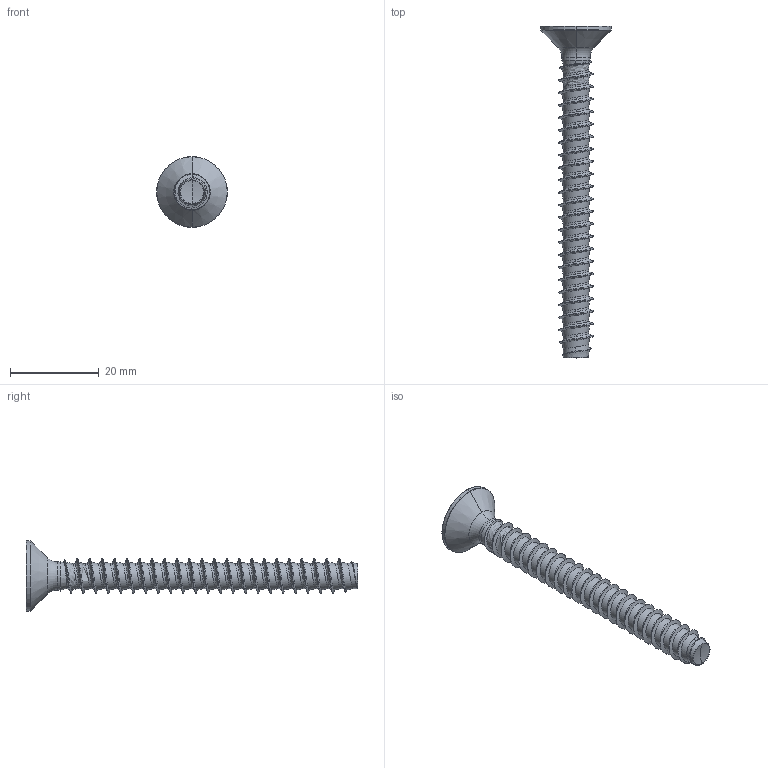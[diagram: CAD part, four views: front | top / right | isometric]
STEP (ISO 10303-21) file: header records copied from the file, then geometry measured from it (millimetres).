
FILE_DESCRIPTION (( 'STEP AP203' ), '1' );
FILE_NAME ('STP410800750.STEP', '2017-08-16T14:27:25', ( '' ), ( '' ), 'SwSTEP 2.0', 'SolidWorks 2015', '' );
FILE_SCHEMA (( 'CONFIG_CONTROL_DESIGN' ));
Length unit declared in the file: millimetre
Products named in the file (1): STP410800750
Bounding box: 16 x 75 x 16 mm (x, y, z)
Volume: 2685.2 mm3; surface area: 2633.4 mm2
Topology: 1 solids, 1 shells, 131 faces, 339 edges, 210 vertices
Faces by surface type: cylinder 73, bspline 35, cone 13, torus 6, sphere 2, plane 2
Entity records: 38888 total; most frequent: CARTESIAN_POINT 36139, ORIENTED_EDGE 674, DIRECTION 406, EDGE_CURVE 337, VERTEX_POINT 210, AXIS2_PLACEMENT_3D 158, B_SPLINE_CURVE_WITH_KNOTS 139, EDGE_LOOP 133
